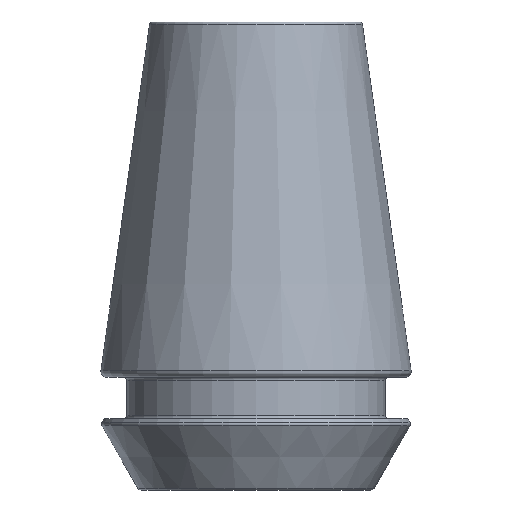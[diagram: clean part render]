
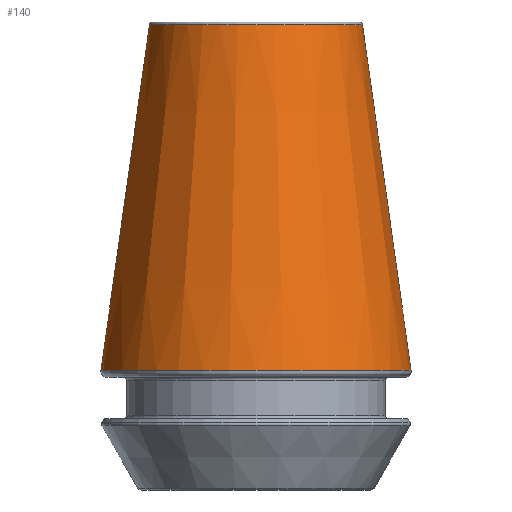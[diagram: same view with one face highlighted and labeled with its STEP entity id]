
A CAD part, front view. The second image highlights one B-rep face of the part: STEP entity #140.
In plain terms, the highlighted conical face has half-angle 8 degrees and reference radius 7.165 mm.
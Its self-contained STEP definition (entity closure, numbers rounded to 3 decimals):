
#120=CONICAL_SURFACE('',#322,7.165,8.);
#140=ADVANCED_FACE('',(#166,#167),#120,.T.);
#166=FACE_BOUND('',#192,.T.);
#167=FACE_BOUND('',#193,.T.);
#192=EDGE_LOOP('',(#218));
#193=EDGE_LOOP('',(#219));
#218=ORIENTED_EDGE('',*,*,#246,.F.);
#219=ORIENTED_EDGE('',*,*,#247,.T.);
#233=VERTEX_POINT('',#424);
#234=VERTEX_POINT('',#427);
#246=EDGE_CURVE('',#233,#233,#259,.T.);
#247=EDGE_CURVE('',#234,#234,#260,.T.);
#259=CIRCLE('',#319,7.165);
#260=CIRCLE('',#321,10.436);
#319=AXIS2_PLACEMENT_3D('',#423,#376,#377);
#321=AXIS2_PLACEMENT_3D('',#426,#380,#381);
#322=AXIS2_PLACEMENT_3D('',#428,#382,#383);
#376=DIRECTION('',(0.,0.,1.));
#377=DIRECTION('',(1.,0.,0.));
#380=DIRECTION('',(0.,0.,1.));
#381=DIRECTION('',(1.,0.,0.));
#382=DIRECTION('',(0.,0.,-1.));
#383=DIRECTION('',(1.,0.,0.));
#423=CARTESIAN_POINT('',(0.,0.,20.168));
#424=CARTESIAN_POINT('',(7.165,0.,20.168));
#426=CARTESIAN_POINT('',(0.,0.,-3.104));
#427=CARTESIAN_POINT('',(10.436,0.,-3.104));
#428=CARTESIAN_POINT('',(0.,0.,20.168));
